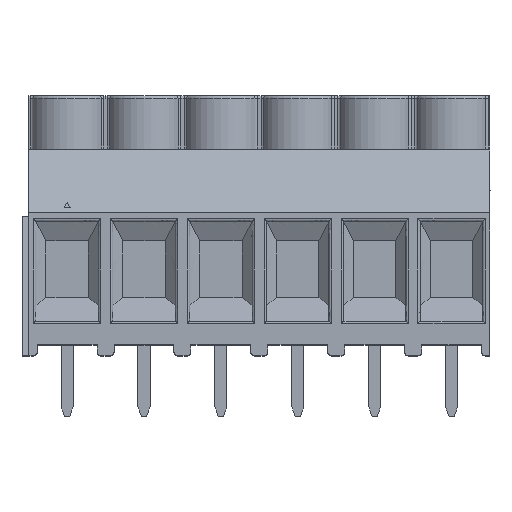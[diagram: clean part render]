
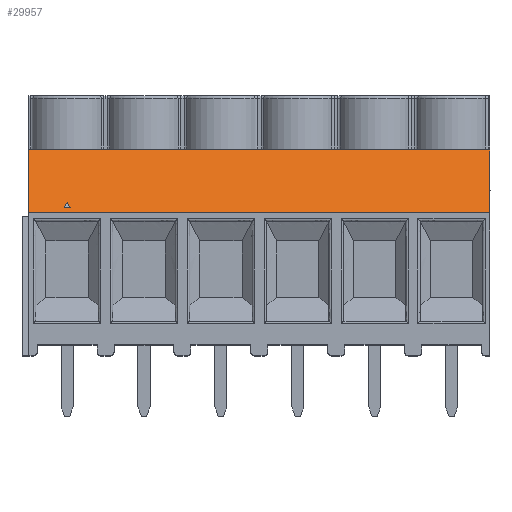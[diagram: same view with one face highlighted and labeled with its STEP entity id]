
A CAD part, top view. The second image highlights one B-rep face of the part: STEP entity #29957.
In plain terms, the highlighted planar face has unit normal (0, 0.454, 0.891).
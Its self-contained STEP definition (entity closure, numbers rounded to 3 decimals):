
#293 = EDGE_CURVE ( 'NONE', #13398, #18491, #38274, .T. ) ;
#1409 = CARTESIAN_POINT ( 'NONE',  ( 38.1, 17., 9.5 ) ) ;
#2380 = CARTESIAN_POINT ( 'NONE',  ( 3.175, 12.691, 11.696 ) ) ;
#2496 = EDGE_CURVE ( 'NONE', #37819, #36655, #33110, .T. ) ;
#3597 = ORIENTED_EDGE ( 'NONE', *, *, #21576, .T. ) ;
#5395 = CARTESIAN_POINT ( 'NONE',  ( 38.1, 17., 9.5 ) ) ;
#6027 = DIRECTION ( 'NONE',  ( -0.447, 0.797, -0.406 ) ) ;
#7112 = CARTESIAN_POINT ( 'NONE',  ( 0., 17., 9.5 ) ) ;
#7229 = CARTESIAN_POINT ( 'NONE',  ( 38.1, 17., 9.5 ) ) ;
#7416 = PLANE ( 'NONE',  #19470 ) ;
#7500 = LINE ( 'NONE', #7112, #16117 ) ;
#7621 = DIRECTION ( 'NONE',  ( 0., 0.891, -0.454 ) ) ;
#7826 = DIRECTION ( 'NONE',  ( 0., -0.454, -0.891 ) ) ;
#8273 = DIRECTION ( 'NONE',  ( -1., 0., 0. ) ) ;
#8324 = CARTESIAN_POINT ( 'NONE',  ( 2.925, 12.245, 11.923 ) ) ;
#8474 = CARTESIAN_POINT ( 'NONE',  ( 38.1, 11.8, 12.15 ) ) ;
#9644 = CARTESIAN_POINT ( 'NONE',  ( 3.425, 12.245, 11.923 ) ) ;
#10535 = ORIENTED_EDGE ( 'NONE', *, *, #13598, .F. ) ;
#12478 = LINE ( 'NONE', #9644, #14470 ) ;
#12823 = VECTOR ( 'NONE', #8273, 1000. ) ;
#13398 = VERTEX_POINT ( 'NONE', #2380 ) ;
#13598 = EDGE_CURVE ( 'NONE', #28140, #13398, #12478, .T. ) ;
#14311 = FACE_BOUND ( 'NONE', #24613, .T. ) ;
#14470 = VECTOR ( 'NONE', #6027, 1000. ) ;
#15471 = DIRECTION ( 'NONE',  ( 1., 0., 0. ) ) ;
#16080 = VERTEX_POINT ( 'NONE', #31718 ) ;
#16117 = VECTOR ( 'NONE', #34569, 1000. ) ;
#17244 = EDGE_CURVE ( 'NONE', #19272, #37819, #33074, .T. ) ;
#17422 = CARTESIAN_POINT ( 'NONE',  ( 38.1, 17., 9.5 ) ) ;
#17739 = EDGE_LOOP ( 'NONE', ( #33342, #25779, #24417, #3597 ) ) ;
#18214 = DIRECTION ( 'NONE',  ( 0., -0.891, 0.454 ) ) ;
#18491 = VERTEX_POINT ( 'NONE', #8324 ) ;
#19272 = VERTEX_POINT ( 'NONE', #1409 ) ;
#19470 = AXIS2_PLACEMENT_3D ( 'NONE', #7229, #7826, #7621 ) ;
#19891 = EDGE_CURVE ( 'NONE', #18491, #28140, #37269, .T. ) ;
#19955 = DIRECTION ( 'NONE',  ( -0.447, -0.797, 0.406 ) ) ;
#20951 = VECTOR ( 'NONE', #19955, 1000. ) ;
#21576 = EDGE_CURVE ( 'NONE', #19272, #16080, #38795, .T. ) ;
#24326 = EDGE_CURVE ( 'NONE', #16080, #36655, #7500, .T. ) ;
#24417 = ORIENTED_EDGE ( 'NONE', *, *, #17244, .F. ) ;
#24613 = EDGE_LOOP ( 'NONE', ( #10535, #28745, #28751 ) ) ;
#25164 = CARTESIAN_POINT ( 'NONE',  ( 2.925, 12.245, 11.923 ) ) ;
#25779 = ORIENTED_EDGE ( 'NONE', *, *, #2496, .F. ) ;
#26573 = CARTESIAN_POINT ( 'NONE',  ( 3.175, 12.691, 11.696 ) ) ;
#27189 = CARTESIAN_POINT ( 'NONE',  ( 38.1, 11.8, 12.15 ) ) ;
#28140 = VERTEX_POINT ( 'NONE', #39137 ) ;
#28633 = VECTOR ( 'NONE', #29880, 1000. ) ;
#28745 = ORIENTED_EDGE ( 'NONE', *, *, #19891, .F. ) ;
#28751 = ORIENTED_EDGE ( 'NONE', *, *, #293, .F. ) ;
#29880 = DIRECTION ( 'NONE',  ( -1., 0., 0. ) ) ;
#29957 = ADVANCED_FACE ( 'NONE', ( #14311, #35477 ), #7416, .F. ) ;
#31718 = CARTESIAN_POINT ( 'NONE',  ( 0., 17., 9.5 ) ) ;
#32774 = VECTOR ( 'NONE', #18214, 1000. ) ;
#33074 = LINE ( 'NONE', #5395, #32774 ) ;
#33110 = LINE ( 'NONE', #8474, #12823 ) ;
#33342 = ORIENTED_EDGE ( 'NONE', *, *, #24326, .T. ) ;
#34456 = CARTESIAN_POINT ( 'NONE',  ( 0., 11.8, 12.15 ) ) ;
#34569 = DIRECTION ( 'NONE',  ( 0., -0.891, 0.454 ) ) ;
#35477 = FACE_OUTER_BOUND ( 'NONE', #17739, .T. ) ;
#36240 = VECTOR ( 'NONE', #15471, 1000. ) ;
#36655 = VERTEX_POINT ( 'NONE', #34456 ) ;
#37269 = LINE ( 'NONE', #25164, #36240 ) ;
#37819 = VERTEX_POINT ( 'NONE', #27189 ) ;
#38274 = LINE ( 'NONE', #26573, #20951 ) ;
#38795 = LINE ( 'NONE', #17422, #28633 ) ;
#39137 = CARTESIAN_POINT ( 'NONE',  ( 3.425, 12.245, 11.923 ) ) ;
